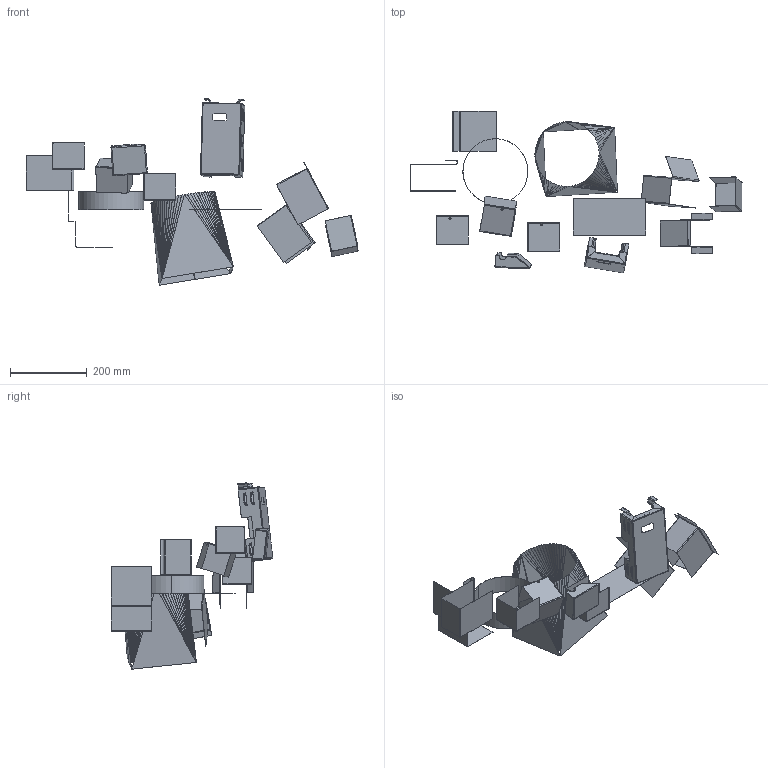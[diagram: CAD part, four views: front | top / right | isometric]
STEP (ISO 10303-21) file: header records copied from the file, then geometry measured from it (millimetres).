
FILE_DESCRIPTION(('FreeCAD Model'),'2;1');
FILE_NAME('Open CASCADE Shape Model','2025-05-04T02:14:44',('FreeCAD'),( 'FreeCAD'),'Open CASCADE STEP processor 7.6','FreeCAD','Unknown');
FILE_SCHEMA(('AUTOMOTIVE_DESIGN { 1 0 10303 214 1 1 1 1 }'));
Products named in the file (1): Open CASCADE STEP translator 7.6 1
Bounding box: 862.73 x 420 x 484.63 mm (x, y, z)
Volume: 163647.2 mm3; surface area: 912448.2 mm2
Topology: 13 solids, 13 shells, 1404 faces, 3084 edges, 1704 vertices
Faces by surface type: bspline 1404
Entity records: 40119 total; most frequent: CARTESIAN_POINT 21739, ORIENTED_EDGE 6168, EDGE_CURVE 3084, B_SPLINE_CURVE_WITH_KNOTS 2218, VERTEX_POINT 1704, FACE_BOUND 1442, EDGE_LOOP 1442, ADVANCED_FACE 1404
